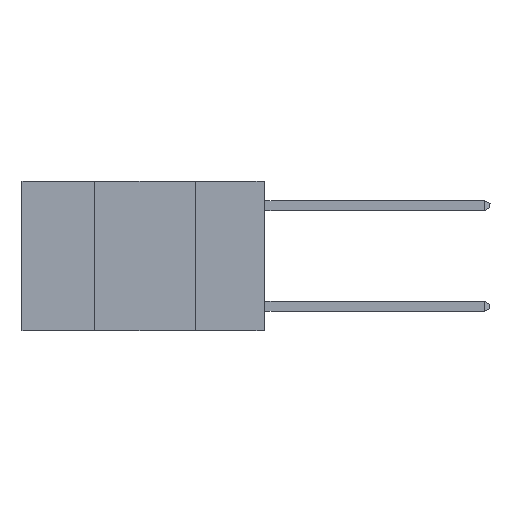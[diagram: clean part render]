
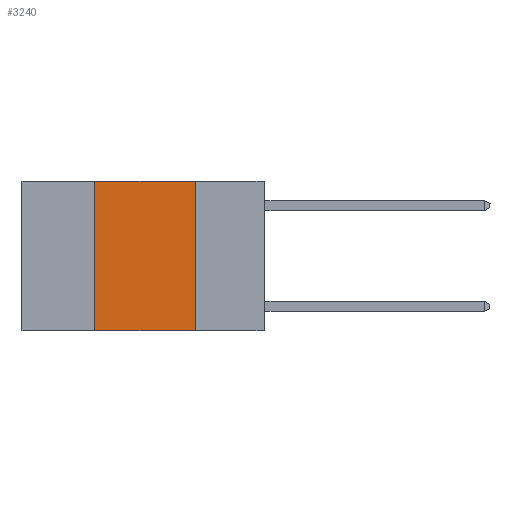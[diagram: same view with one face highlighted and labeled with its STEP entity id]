
A CAD part, left-side view. The second image highlights one B-rep face of the part: STEP entity #3240.
In plain terms, the highlighted planar face has unit normal (-1, 0, 0).
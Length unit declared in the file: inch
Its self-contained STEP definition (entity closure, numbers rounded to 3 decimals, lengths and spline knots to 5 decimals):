
#23 = EDGE_CURVE ( 'NONE', #8017, #8729, #8804, .T. ) ;
#186 = LINE ( 'NONE', #6419, #2400 ) ;
#606 = CARTESIAN_POINT ( 'NONE',  ( 0., 0.6, -0.37 ) ) ;
#646 = EDGE_CURVE ( 'NONE', #1919, #7199, #7186, .T. ) ;
#804 = FACE_OUTER_BOUND ( 'NONE', #5471, .T. ) ;
#821 = DIRECTION ( 'NONE',  ( 0., -1., 0. ) ) ;
#1137 = CARTESIAN_POINT ( 'NONE',  ( 0., 0.6, 0. ) ) ;
#1724 = CARTESIAN_POINT ( 'NONE',  ( 0., 0.17, 0. ) ) ;
#1771 = EDGE_CURVE ( 'NONE', #7199, #8729, #7109, .T. ) ;
#1919 = VERTEX_POINT ( 'NONE', #7205 ) ;
#1960 = ORIENTED_EDGE ( 'NONE', *, *, #646, .F. ) ;
#2129 = VECTOR ( 'NONE', #8484, 39.37008 ) ;
#2346 = CARTESIAN_POINT ( 'NONE',  ( 0., 0.42, -0.37 ) ) ;
#2400 = VECTOR ( 'NONE', #8494, 39.37008 ) ;
#2467 = EDGE_CURVE ( 'NONE', #8017, #1919, #186, .T. ) ;
#3127 = CARTESIAN_POINT ( 'NONE',  ( 0., 0.17, 0. ) ) ;
#3240 = ADVANCED_FACE ( 'NONE', ( #804 ), #5453, .F. ) ;
#3817 = ORIENTED_EDGE ( 'NONE', *, *, #2467, .F. ) ;
#4115 = CARTESIAN_POINT ( 'NONE',  ( 0., 0.17, -0.37 ) ) ;
#4648 = ORIENTED_EDGE ( 'NONE', *, *, #23, .T. ) ;
#5453 = PLANE ( 'NONE',  #5849 ) ;
#5471 = EDGE_LOOP ( 'NONE', ( #7527, #1960, #3817, #4648 ) ) ;
#5664 = DIRECTION ( 'NONE',  ( 0., 0., -1. ) ) ;
#5849 = AXIS2_PLACEMENT_3D ( 'NONE', #7680, #6995, #5664 ) ;
#6419 = CARTESIAN_POINT ( 'NONE',  ( 0., 0.42, 0. ) ) ;
#6995 = DIRECTION ( 'NONE',  ( 1., 0., 0. ) ) ;
#7109 = LINE ( 'NONE', #1724, #2129 ) ;
#7186 = LINE ( 'NONE', #1137, #8568 ) ;
#7199 = VERTEX_POINT ( 'NONE', #3127 ) ;
#7205 = CARTESIAN_POINT ( 'NONE',  ( 0., 0.42, 0. ) ) ;
#7527 = ORIENTED_EDGE ( 'NONE', *, *, #1771, .F. ) ;
#7680 = CARTESIAN_POINT ( 'NONE',  ( 0., 0.6, 0. ) ) ;
#8017 = VERTEX_POINT ( 'NONE', #2346 ) ;
#8226 = VECTOR ( 'NONE', #821, 39.37008 ) ;
#8484 = DIRECTION ( 'NONE',  ( 0., 0., -1. ) ) ;
#8494 = DIRECTION ( 'NONE',  ( 0., 0., 1. ) ) ;
#8568 = VECTOR ( 'NONE', #8652, 39.37008 ) ;
#8652 = DIRECTION ( 'NONE',  ( 0., -1., 0. ) ) ;
#8729 = VERTEX_POINT ( 'NONE', #4115 ) ;
#8804 = LINE ( 'NONE', #606, #8226 ) ;
